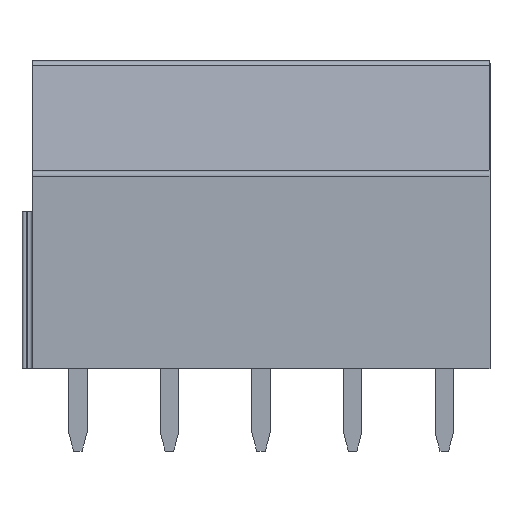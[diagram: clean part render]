
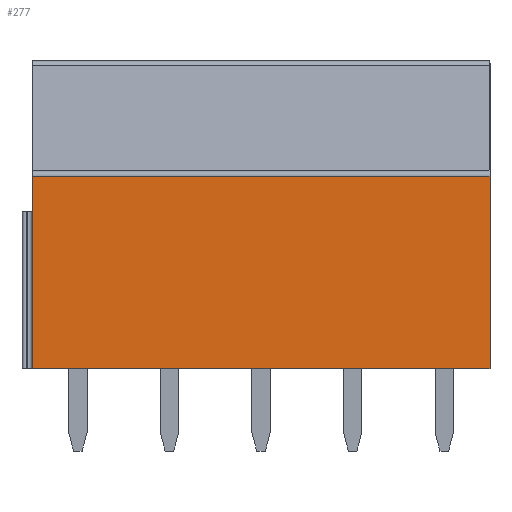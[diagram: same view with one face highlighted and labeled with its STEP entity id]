
A CAD part, front view. The second image highlights one B-rep face of the part: STEP entity #277.
In plain terms, the highlighted planar face has unit normal (0, -1, 0).
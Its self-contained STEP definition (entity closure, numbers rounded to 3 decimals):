
#277 = ADVANCED_FACE( '', ( #742 ), #743, .T. );
#742 = FACE_OUTER_BOUND( '', #1433, .T. );
#743 = PLANE( '', #1434 );
#1433 = EDGE_LOOP( '', ( #2219, #2220, #2221, #2222 ) );
#1434 = AXIS2_PLACEMENT_3D( '', #2223, #2224, #2225 );
#2219 = ORIENTED_EDGE( '', *, *, #4062, .T. );
#2220 = ORIENTED_EDGE( '', *, *, #4063, .T. );
#2221 = ORIENTED_EDGE( '', *, *, #4064, .T. );
#2222 = ORIENTED_EDGE( '', *, *, #4065, .T. );
#2223 = CARTESIAN_POINT( '', ( 222.987, 62.148, 5.1 ) );
#2224 = DIRECTION( '', ( 0., -1., 0. ) );
#2225 = DIRECTION( '', ( 0., 0., 1. ) );
#4062 = EDGE_CURVE( '', #4879, #4880, #4881, .T. );
#4063 = EDGE_CURVE( '', #4880, #4882, #4883, .T. );
#4064 = EDGE_CURVE( '', #4882, #4884, #4885, .T. );
#4065 = EDGE_CURVE( '', #4884, #4879, #4886, .T. );
#4879 = VERTEX_POINT( '', #6043 );
#4880 = VERTEX_POINT( '', #6044 );
#4881 = LINE( '', #6045, #6046 );
#4882 = VERTEX_POINT( '', #6047 );
#4883 = LINE( '', #6048, #6049 );
#4884 = VERTEX_POINT( '', #6050 );
#4885 = LINE( '', #6051, #6052 );
#4886 = LINE( '', #6053, #6054 );
#6043 = CARTESIAN_POINT( '', ( 229.737, 62.148, 10.5 ) );
#6044 = CARTESIAN_POINT( '', ( 204.737, 62.148, 10.5 ) );
#6045 = CARTESIAN_POINT( '', ( 234.737, 62.148, 10.5 ) );
#6046 = VECTOR( '', #7447, 1000. );
#6047 = CARTESIAN_POINT( '', ( 204.737, 62.148, 0. ) );
#6048 = CARTESIAN_POINT( '', ( 204.737, 62.148, 5.1 ) );
#6049 = VECTOR( '', #7448, 1000. );
#6050 = CARTESIAN_POINT( '', ( 229.737, 62.148, 0. ) );
#6051 = CARTESIAN_POINT( '', ( 219.737, 62.148, 0. ) );
#6052 = VECTOR( '', #7449, 1000. );
#6053 = CARTESIAN_POINT( '', ( 229.737, 62.148, 5.1 ) );
#6054 = VECTOR( '', #7450, 1000. );
#7447 = DIRECTION( '', ( -1., 0., 0. ) );
#7448 = DIRECTION( '', ( 0., 0., -1. ) );
#7449 = DIRECTION( '', ( 1., 0., 0. ) );
#7450 = DIRECTION( '', ( 0., 0., 1. ) );
